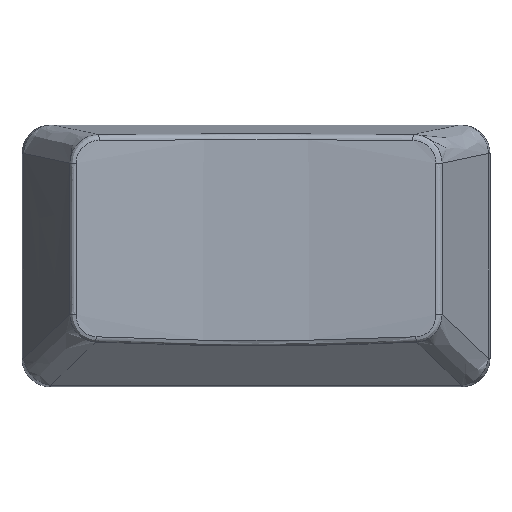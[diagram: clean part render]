
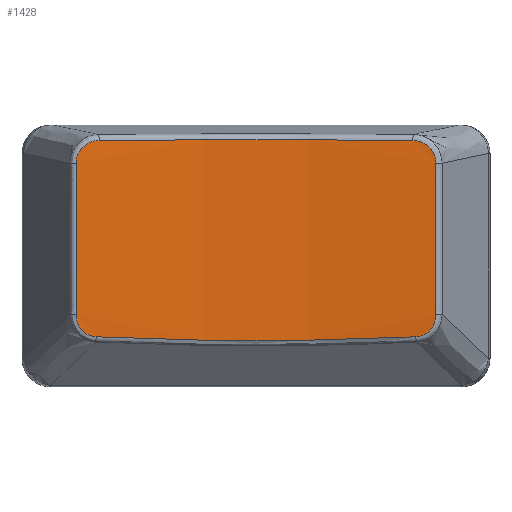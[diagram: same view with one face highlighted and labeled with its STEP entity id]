
A CAD part, top view. The second image highlights one B-rep face of the part: STEP entity #1428.
In plain terms, the highlighted free-form (B-spline) face has degree [1, 2] with [2, 3] control points.
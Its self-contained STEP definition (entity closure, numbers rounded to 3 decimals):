
#14=(
BOUNDED_SURFACE()
B_SPLINE_SURFACE(1,2,((#3704,#3705,#3706),(#3707,#3708,#3709)),
 .UNSPECIFIED.,.F.,.F.,.F.)
B_SPLINE_SURFACE_WITH_KNOTS((2,2),(3,3),(-0.077,0.066),
(-1.699,-1.442),.UNSPECIFIED.)
GEOMETRIC_REPRESENTATION_ITEM()
RATIONAL_B_SPLINE_SURFACE(((1.,0.992,1.),(1.,0.992,
1.)))
REPRESENTATION_ITEM('')
SURFACE()
);
#189=B_SPLINE_CURVE_WITH_KNOTS('',3,(#3412,#3413,#3414,#3415),
 .UNSPECIFIED.,.F.,.F.,(4,4),(0.,2.189),.UNSPECIFIED.);
#190=B_SPLINE_CURVE_WITH_KNOTS('',3,(#3448,#3449,#3450,#3451,#3452,#3453),
 .UNSPECIFIED.,.F.,.F.,(4,1,1,4),(0.,0.107,
0.179,0.251),.UNSPECIFIED.);
#191=B_SPLINE_CURVE_WITH_KNOTS('',3,(#3476,#3477,#3478,#3479),
 .UNSPECIFIED.,.F.,.F.,(4,4),(0.,1.05),.UNSPECIFIED.);
#193=B_SPLINE_CURVE_WITH_KNOTS('',3,(#3519,#3520,#3521,#3522,#3523,#3524),
 .UNSPECIFIED.,.F.,.F.,(4,1,1,4),(0.,0.099,0.166,
0.232),.UNSPECIFIED.);
#195=B_SPLINE_CURVE_WITH_KNOTS('',3,(#3552,#3553,#3554,#3555),
 .UNSPECIFIED.,.F.,.F.,(4,4),(0.,2.231),
 .UNSPECIFIED.);
#197=B_SPLINE_CURVE_WITH_KNOTS('',3,(#3589,#3590,#3591,#3592,#3593),
 .UNSPECIFIED.,.F.,.F.,(4,1,4),(0.,0.099,
0.232),.UNSPECIFIED.);
#199=B_SPLINE_CURVE_WITH_KNOTS('',3,(#3620,#3621,#3622,#3623),
 .UNSPECIFIED.,.F.,.F.,(4,4),(0.,1.05),
 .UNSPECIFIED.);
#200=B_SPLINE_CURVE_WITH_KNOTS('',3,(#3654,#3655,#3656,#3657,#3658,#3659),
 .UNSPECIFIED.,.F.,.F.,(4,1,1,4),(0.,0.072,
0.143,0.251),.UNSPECIFIED.);
#403=FACE_OUTER_BOUND('',#495,.T.);
#495=EDGE_LOOP('',(#1265,#1266,#1267,#1268,#1269,#1270,#1271,#1272));
#658=VERTEX_POINT('',#3408);
#659=VERTEX_POINT('',#3410);
#660=VERTEX_POINT('',#3446);
#661=VERTEX_POINT('',#3474);
#662=VERTEX_POINT('',#3510);
#664=VERTEX_POINT('',#3545);
#666=VERTEX_POINT('',#3581);
#668=VERTEX_POINT('',#3614);
#860=EDGE_CURVE('',#659,#658,#189,.T.);
#862=EDGE_CURVE('',#658,#660,#190,.T.);
#864=EDGE_CURVE('',#660,#661,#191,.T.);
#867=EDGE_CURVE('',#661,#662,#193,.T.);
#870=EDGE_CURVE('',#662,#664,#195,.T.);
#873=EDGE_CURVE('',#664,#666,#197,.T.);
#876=EDGE_CURVE('',#666,#668,#199,.T.);
#877=EDGE_CURVE('',#668,#659,#200,.T.);
#1265=ORIENTED_EDGE('',*,*,#860,.F.);
#1266=ORIENTED_EDGE('',*,*,#877,.F.);
#1267=ORIENTED_EDGE('',*,*,#876,.F.);
#1268=ORIENTED_EDGE('',*,*,#873,.F.);
#1269=ORIENTED_EDGE('',*,*,#870,.F.);
#1270=ORIENTED_EDGE('',*,*,#867,.F.);
#1271=ORIENTED_EDGE('',*,*,#864,.F.);
#1272=ORIENTED_EDGE('',*,*,#862,.F.);
#1428=ADVANCED_FACE('',(#403),#14,.T.);
#3408=CARTESIAN_POINT('',(10.877,7.994,8.15));
#3410=CARTESIAN_POINT('',(-10.877,7.994,8.15));
#3412=CARTESIAN_POINT('Ctrl Pts',(-10.877,7.994,8.15));
#3413=CARTESIAN_POINT('Ctrl Pts',(-3.656,8.065,7.341));
#3414=CARTESIAN_POINT('Ctrl Pts',(3.656,8.065,7.341));
#3415=CARTESIAN_POINT('Ctrl Pts',(10.877,7.994,8.15));
#3446=CARTESIAN_POINT('',(12.475,6.416,8.315));
#3448=CARTESIAN_POINT('Ctrl Pts',(10.877,7.994,8.15));
#3449=CARTESIAN_POINT('Ctrl Pts',(11.231,7.99,8.189));
#3450=CARTESIAN_POINT('Ctrl Pts',(11.821,7.792,8.256));
#3451=CARTESIAN_POINT('Ctrl Pts',(12.364,7.132,8.313));
#3452=CARTESIAN_POINT('Ctrl Pts',(12.475,6.655,8.319));
#3453=CARTESIAN_POINT('Ctrl Pts',(12.475,6.416,8.315));
#3474=CARTESIAN_POINT('',(12.479,-4.077,8.132));
#3476=CARTESIAN_POINT('Ctrl Pts',(12.475,6.416,8.315));
#3477=CARTESIAN_POINT('Ctrl Pts',(12.477,2.918,8.254));
#3478=CARTESIAN_POINT('Ctrl Pts',(12.478,-0.579,8.193));
#3479=CARTESIAN_POINT('Ctrl Pts',(12.479,-4.077,8.132));
#3510=CARTESIAN_POINT('',(11.083,-5.62,7.935));
#3519=CARTESIAN_POINT('Ctrl Pts',(12.479,-4.077,8.132));
#3520=CARTESIAN_POINT('Ctrl Pts',(12.479,-4.409,8.126));
#3521=CARTESIAN_POINT('Ctrl Pts',(12.32,-4.965,8.096));
#3522=CARTESIAN_POINT('Ctrl Pts',(11.734,-5.494,8.014));
#3523=CARTESIAN_POINT('Ctrl Pts',(11.301,-5.61,7.96));
#3524=CARTESIAN_POINT('Ctrl Pts',(11.083,-5.62,7.935));
#3545=CARTESIAN_POINT('',(-11.083,-5.62,7.935));
#3552=CARTESIAN_POINT('Ctrl Pts',(11.083,-5.62,7.935));
#3553=CARTESIAN_POINT('Ctrl Pts',(3.732,-5.962,7.089));
#3554=CARTESIAN_POINT('Ctrl Pts',(-3.732,-5.962,7.089));
#3555=CARTESIAN_POINT('Ctrl Pts',(-11.083,-5.62,7.935));
#3581=CARTESIAN_POINT('',(-12.479,-4.077,8.132));
#3589=CARTESIAN_POINT('Ctrl Pts',(-11.083,-5.62,7.935));
#3590=CARTESIAN_POINT('Ctrl Pts',(-11.411,-5.605,7.973));
#3591=CARTESIAN_POINT('Ctrl Pts',(-12.168,-5.302,8.07));
#3592=CARTESIAN_POINT('Ctrl Pts',(-12.479,-4.519,8.124));
#3593=CARTESIAN_POINT('Ctrl Pts',(-12.479,-4.077,8.132));
#3614=CARTESIAN_POINT('',(-12.475,6.416,8.315));
#3620=CARTESIAN_POINT('Ctrl Pts',(-12.479,-4.077,8.132));
#3621=CARTESIAN_POINT('Ctrl Pts',(-12.478,-0.579,
8.193));
#3622=CARTESIAN_POINT('Ctrl Pts',(-12.477,2.918,8.254));
#3623=CARTESIAN_POINT('Ctrl Pts',(-12.475,6.416,8.315));
#3654=CARTESIAN_POINT('Ctrl Pts',(-12.475,6.416,8.315));
#3655=CARTESIAN_POINT('Ctrl Pts',(-12.475,6.655,8.319));
#3656=CARTESIAN_POINT('Ctrl Pts',(-12.364,7.132,8.313));
#3657=CARTESIAN_POINT('Ctrl Pts',(-11.821,7.792,8.256));
#3658=CARTESIAN_POINT('Ctrl Pts',(-11.231,7.99,8.189));
#3659=CARTESIAN_POINT('Ctrl Pts',(-10.877,7.994,8.15));
#3704=CARTESIAN_POINT('Ctrl Pts',(12.479,-5.905,8.1));
#3705=CARTESIAN_POINT('Ctrl Pts',(0.,-5.877,
6.492));
#3706=CARTESIAN_POINT('Ctrl Pts',(-12.479,-5.905,8.1));
#3707=CARTESIAN_POINT('Ctrl Pts',(12.479,8.047,8.344));
#3708=CARTESIAN_POINT('Ctrl Pts',(0.,8.075,6.736));
#3709=CARTESIAN_POINT('Ctrl Pts',(-12.479,8.047,8.344));
